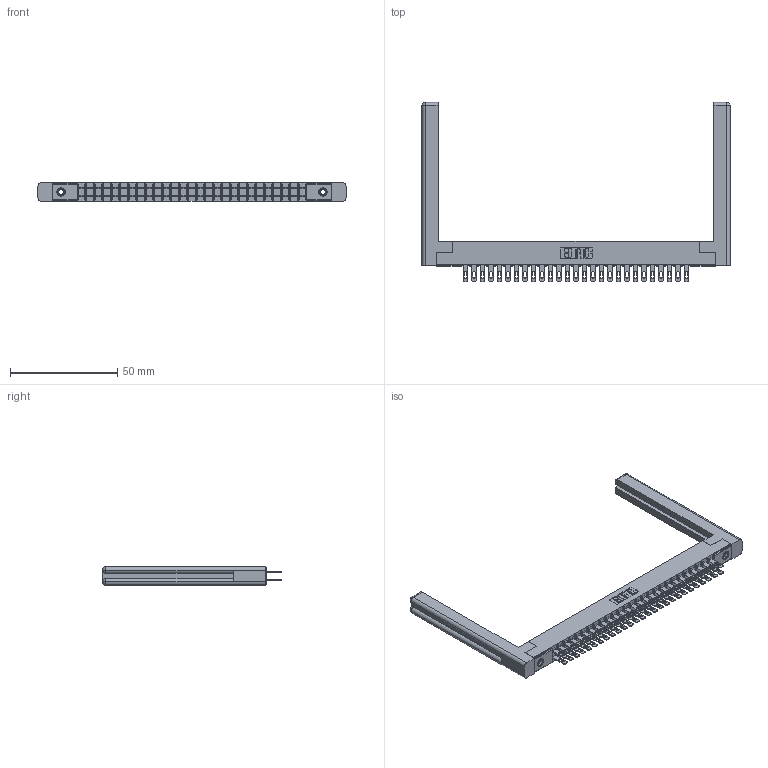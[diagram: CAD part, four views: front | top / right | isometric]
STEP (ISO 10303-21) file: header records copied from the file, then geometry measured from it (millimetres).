
FILE_DESCRIPTION (( 'STEP AP203' ), '1' );
FILE_NAME ('355-054-500-558.STEP', '2019-09-11T16:53:11', ( '' ), ( '' ), 'SwSTEP 2.0', 'SolidWorks 2016', '' );
FILE_SCHEMA (( 'CONFIG_CONTROL_DESIGN' ));
Length unit declared in the file: inch
Products named in the file (5): 305-290-001_500; 355-054-500-558; 345-250-001_345-250-001-102; 307-220-058; 305 Part_.156 Dia
Assembly tree (59 placements, depth 2):
  355-054-500-558
    305 Part_.156 Dia
    305-290-001_500  x54
    345-250-001_345-250-001-102  x2
    307-220-058  x2
Bounding box: 143.61 x 83.49 x 8.71 mm (x, y, z)
Volume: 16514.2 mm3; surface area: 23731 mm2
Topology: 59 solids, 59 shells, 2958 faces, 8419 edges, 5454 vertices
Faces by surface type: plane 1664, cylinder 1162, sphere 108, cone 12, torus 12
Entity records: 33715 total; most frequent: CARTESIAN_POINT 5594, ORIENTED_EDGE 5492, DIRECTION 5388, EDGE_CURVE 2746, VECTOR 2192, LINE 2192, VERTEX_POINT 1750, AXIS2_PLACEMENT_3D 1598
